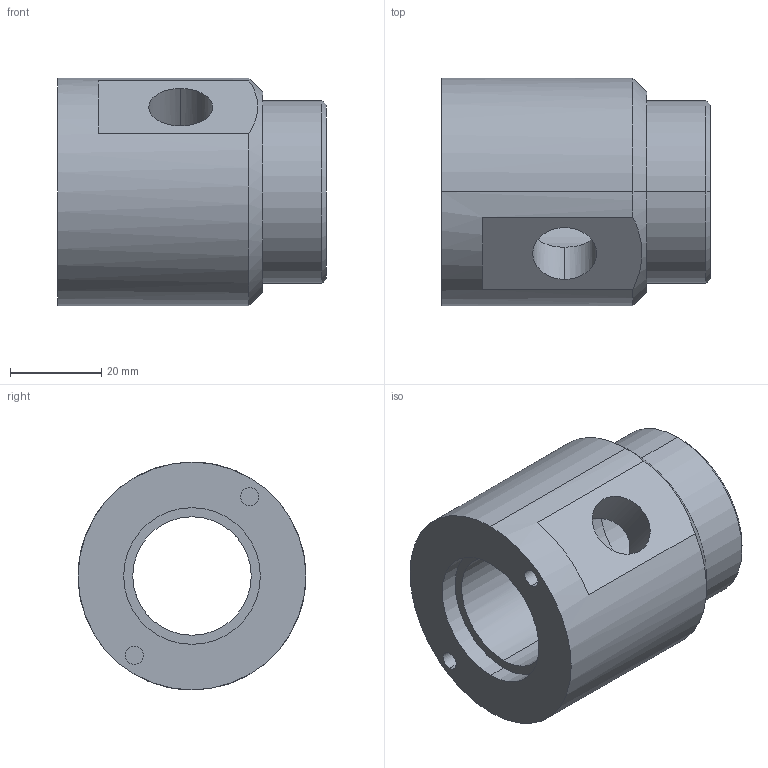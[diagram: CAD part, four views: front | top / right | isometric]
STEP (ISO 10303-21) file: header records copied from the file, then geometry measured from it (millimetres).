
FILE_DESCRIPTION (( 'STEP AP203' ), '1' );
FILE_NAME ('SupprotVisBille_Défaut_sldprt.STEP', '2019-10-29T08:20:44', ( '' ), ( '' ), 'SwSTEP 2.0', 'SolidWorks 2017', '' );
FILE_SCHEMA (( 'CONFIG_CONTROL_DESIGN' ));
Length unit declared in the file: millimetre
Products named in the file (1): SupprotVisBille_Défaut_sldprt
Bounding box: 59 x 50 x 50 mm (x, y, z)
Volume: 65858.9 mm3; surface area: 16885.4 mm2
Topology: 1 solids, 1 shells, 33 faces, 74 edges, 48 vertices
Faces by surface type: cylinder 18, plane 11, cone 4
Entity records: 1131 total; most frequent: CARTESIAN_POINT 274, DIRECTION 176, ORIENTED_EDGE 148, AXIS2_PLACEMENT_3D 74, EDGE_CURVE 74, VERTEX_POINT 48, EDGE_LOOP 44, CIRCLE 40
